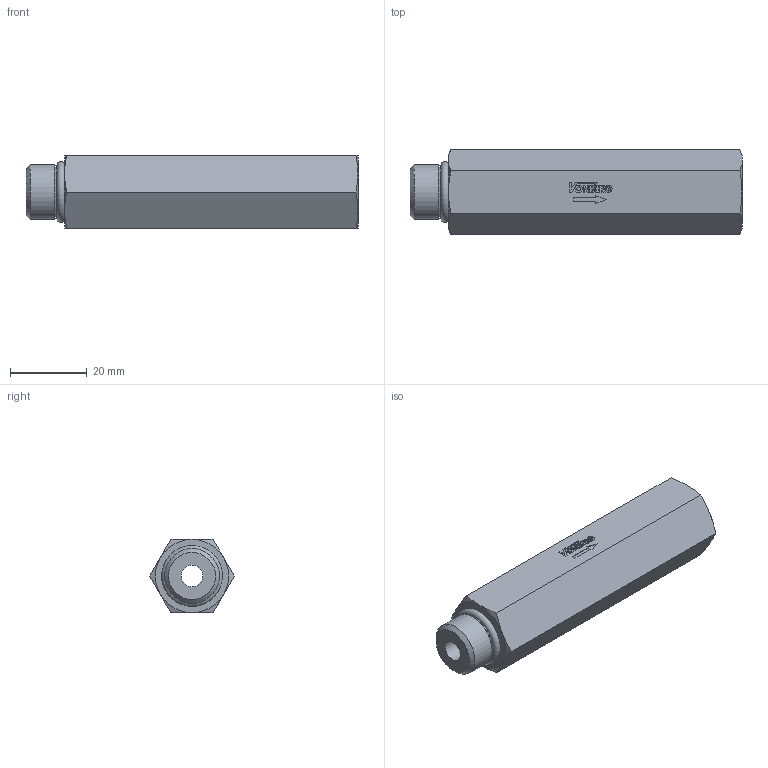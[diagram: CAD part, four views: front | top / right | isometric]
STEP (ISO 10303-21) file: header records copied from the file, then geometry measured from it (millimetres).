
FILE_DESCRIPTION((''),'2;1');
FILE_NAME('40300-806.stp','2015-01-19T10:23:04',('jml'),(''),'Autodesk Inventor 2010','Autodesk Inventor 2010','');
FILE_SCHEMA(('AUTOMOTIVE_DESIGN { 1 0 10303 214 1 1 1 1 }'));
Length unit declared in the file: inch
Products named in the file (3): 40300-806; 220622; 906 O-RING
Assembly tree (2 placements, depth 2):
  40300-806
    220622
    906 O-RING
Bounding box: 86.36 x 22 x 19.05 mm (x, y, z)
Volume: 21648.1 mm3; surface area: 8157 mm2
Topology: 2 solids, 2 shells, 131 faces, 324 edges, 210 vertices
Faces by surface type: plane 93, cylinder 17, cone 16, bspline 3, torus 2
Full cylindrical faces by diameter (mm): 1.044 x1, 12.294 x1, 14.275 x1
Entity records: 3979 total; most frequent: CARTESIAN_POINT 754, ORIENTED_EDGE 622, DIRECTION 610, EDGE_CURVE 311, VECTOR 230, LINE 230, VERTEX_POINT 208, AXIS2_PLACEMENT_3D 190
